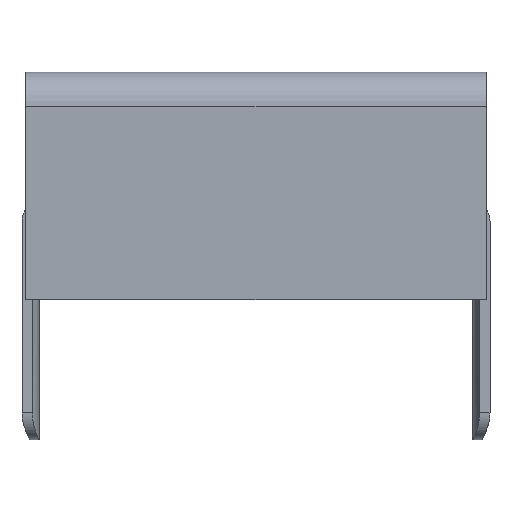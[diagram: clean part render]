
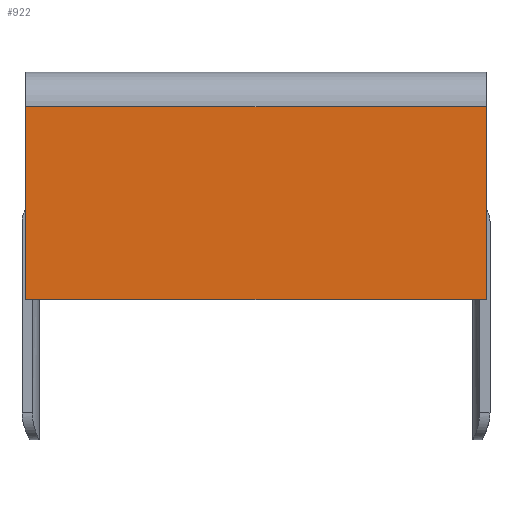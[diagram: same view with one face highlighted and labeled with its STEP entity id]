
A CAD part, top view. The second image highlights one B-rep face of the part: STEP entity #922.
In plain terms, the highlighted planar face has unit normal (0, 0, 1).
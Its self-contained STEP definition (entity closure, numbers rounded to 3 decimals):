
#43 = VECTOR ( 'NONE', #466, 1000. ) ;
#96 = DIRECTION ( 'NONE',  ( 0., -1., 0. ) ) ;
#139 = CARTESIAN_POINT ( 'NONE',  ( -5.232, 1.194, 1.981 ) ) ;
#208 = AXIS2_PLACEMENT_3D ( 'NONE', #1120, #928, #946 ) ;
#237 = ORIENTED_EDGE ( 'NONE', *, *, #1503, .T. ) ;
#367 = EDGE_CURVE ( 'NONE', #1094, #1070, #1383, .T. ) ;
#394 = CARTESIAN_POINT ( 'NONE',  ( -5.232, -3.175, 1.981 ) ) ;
#466 = DIRECTION ( 'NONE',  ( 1., 0., 0. ) ) ;
#626 = LINE ( 'NONE', #1858, #1511 ) ;
#689 = LINE ( 'NONE', #959, #1695 ) ;
#710 = VECTOR ( 'NONE', #1613, 1000. ) ;
#922 = ADVANCED_FACE ( 'NONE', ( #1136 ), #1308, .T. ) ;
#928 = DIRECTION ( 'NONE',  ( 0., 0., 1. ) ) ;
#938 = CARTESIAN_POINT ( 'NONE',  ( -5.232, -3.175, 1.981 ) ) ;
#946 = DIRECTION ( 'NONE',  ( 1., 0., 0. ) ) ;
#959 = CARTESIAN_POINT ( 'NONE',  ( 5.232, 1.194, 1.981 ) ) ;
#970 = CARTESIAN_POINT ( 'NONE',  ( 5.232, 1.194, 1.981 ) ) ;
#976 = CARTESIAN_POINT ( 'NONE',  ( 5.232, -3.175, 1.981 ) ) ;
#1070 = VERTEX_POINT ( 'NONE', #970 ) ;
#1094 = VERTEX_POINT ( 'NONE', #1346 ) ;
#1120 = CARTESIAN_POINT ( 'NONE',  ( -5.232, 1.194, 1.981 ) ) ;
#1136 = FACE_OUTER_BOUND ( 'NONE', #2052, .T. ) ;
#1145 = ORIENTED_EDGE ( 'NONE', *, *, #367, .F. ) ;
#1308 = PLANE ( 'NONE',  #208 ) ;
#1341 = VERTEX_POINT ( 'NONE', #976 ) ;
#1346 = CARTESIAN_POINT ( 'NONE',  ( -5.232, 1.194, 1.981 ) ) ;
#1383 = LINE ( 'NONE', #139, #43 ) ;
#1503 = EDGE_CURVE ( 'NONE', #1965, #1341, #1838, .T. ) ;
#1511 = VECTOR ( 'NONE', #96, 1000. ) ;
#1613 = DIRECTION ( 'NONE',  ( 1., 0., 0. ) ) ;
#1646 = ORIENTED_EDGE ( 'NONE', *, *, #1862, .F. ) ;
#1695 = VECTOR ( 'NONE', #1849, 1000. ) ;
#1838 = LINE ( 'NONE', #394, #710 ) ;
#1849 = DIRECTION ( 'NONE',  ( 0., -1., 0. ) ) ;
#1858 = CARTESIAN_POINT ( 'NONE',  ( -5.232, 1.194, 1.981 ) ) ;
#1862 = EDGE_CURVE ( 'NONE', #1070, #1341, #689, .T. ) ;
#1912 = EDGE_CURVE ( 'NONE', #1094, #1965, #626, .T. ) ;
#1965 = VERTEX_POINT ( 'NONE', #938 ) ;
#2052 = EDGE_LOOP ( 'NONE', ( #237, #1646, #1145, #2146 ) ) ;
#2146 = ORIENTED_EDGE ( 'NONE', *, *, #1912, .T. ) ;
